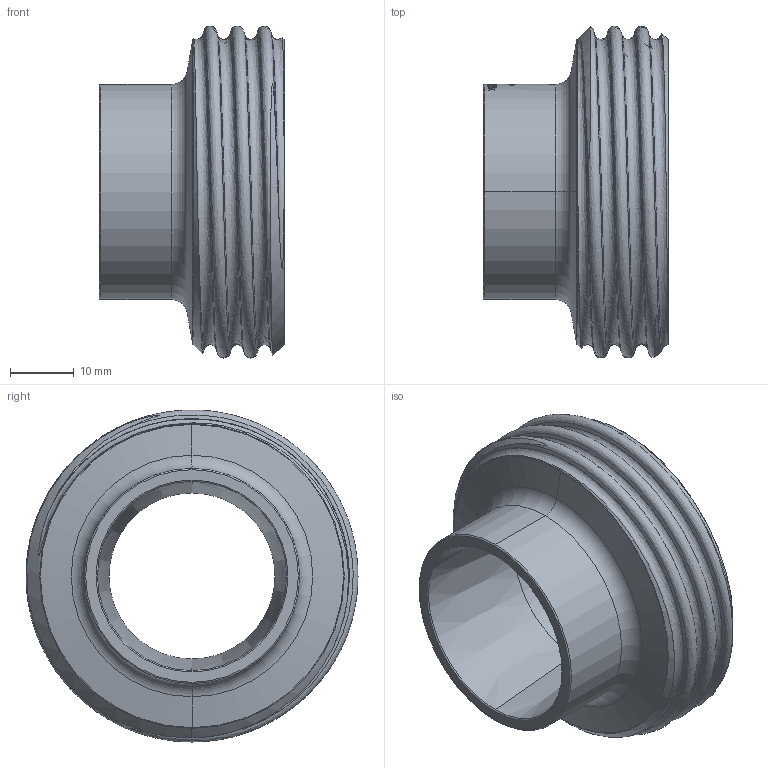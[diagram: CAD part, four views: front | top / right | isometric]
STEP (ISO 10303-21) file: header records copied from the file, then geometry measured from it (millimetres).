
FILE_DESCRIPTION (( 'STEP AP214' ), '1' );
FILE_NAME ('GL-213-033-x Gewindestutzen SC33,7x2,0 heco.STEP', '2017-09-13T15:48:39', ( '' ), ( '' ), 'SwSTEP 2.0', 'SolidWorks 2016', '' );
FILE_SCHEMA (( 'AUTOMOTIVE_DESIGN' ));
Length unit declared in the file: millimetre
Products named in the file (1): GL-213-033-x Gewindestutzen SC33,7x2,0 heco
Bounding box: 29 x 52 x 52 mm (x, y, z)
Volume: 17836.8 mm3; surface area: 10426.6 mm2
Topology: 1 solids, 1 shells, 237 faces, 614 edges, 400 vertices
Faces by surface type: bspline 121, plane 57, cylinder 27, torus 22, cone 10
Entity records: 20758 total; most frequent: CARTESIAN_POINT 13920, ORIENTED_EDGE 1228, EDGE_CURVE 614, DIRECTION 586, VERTEX_POINT 400, B_SPLINE_CURVE_WITH_KNOTS 387, EDGE_LOOP 260, AXIS2_PLACEMENT_3D 247
